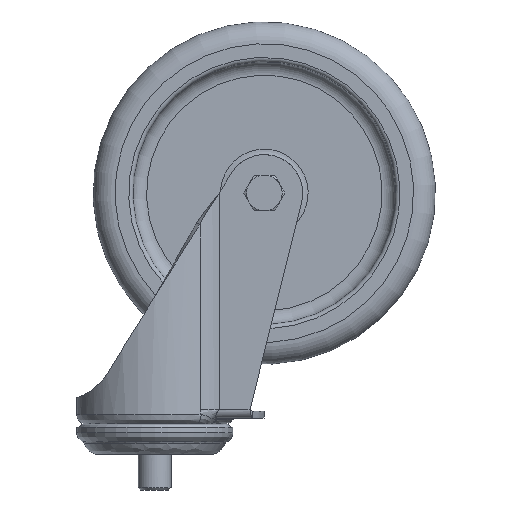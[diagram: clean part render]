
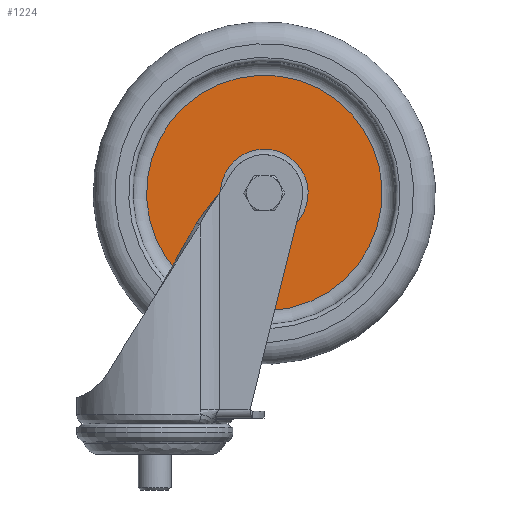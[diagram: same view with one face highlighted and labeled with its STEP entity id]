
A CAD part, front view. The second image highlights one B-rep face of the part: STEP entity #1224.
In plain terms, the highlighted face is planar.
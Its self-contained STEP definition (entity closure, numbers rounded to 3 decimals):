
#1224=ADVANCED_FACE('',(#1488,#1489),#1490,.T.);
#1488=FACE_BOUND('',#1931,.T.);
#1489=FACE_OUTER_BOUND('',#1932,.T.);
#1490=PLANE('',#1933);
#1931=EDGE_LOOP('',(#13128));
#1932=EDGE_LOOP('',(#13129));
#1933=AXIS2_PLACEMENT_3D('',#13130,#13131,#13132);
#13128=ORIENTED_EDGE('',*,*,#14308,.T.);
#13129=ORIENTED_EDGE('',*,*,#14310,.T.);
#13130=CARTESIAN_POINT('',(29.5,0.0,-3.0));
#13131=DIRECTION('',(0.0,0.0,-1.0));
#13132=DIRECTION('',(-1.0,0.0,0.0));
#14308=EDGE_CURVE('',#14727,#14727,#14728,.F.);
#14310=EDGE_CURVE('',#14731,#14731,#14732,.T.);
#14727=VERTEX_POINT('',#15400);
#14728=CIRCLE('',#15401,16.0);
#14731=VERTEX_POINT('',#15404);
#14732=CIRCLE('',#15405,43.0);
#15400=CARTESIAN_POINT('',(-16.0,0.,-3.0));
#15401=AXIS2_PLACEMENT_3D('',#17891,#17892,#17893);
#15404=CARTESIAN_POINT('',(-43.0,0.0,-3.0));
#15405=AXIS2_PLACEMENT_3D('',#17897,#17898,#17899);
#17891=CARTESIAN_POINT('',(0.0,0.0,-3.0));
#17892=DIRECTION('',(0.0,0.0,-1.0));
#17893=DIRECTION('',(-1.0,0.0,0.0));
#17897=CARTESIAN_POINT('',(0.0,0.0,-3.0));
#17898=DIRECTION('',(0.0,0.0,-1.0));
#17899=DIRECTION('',(-1.0,0.0,0.0));
